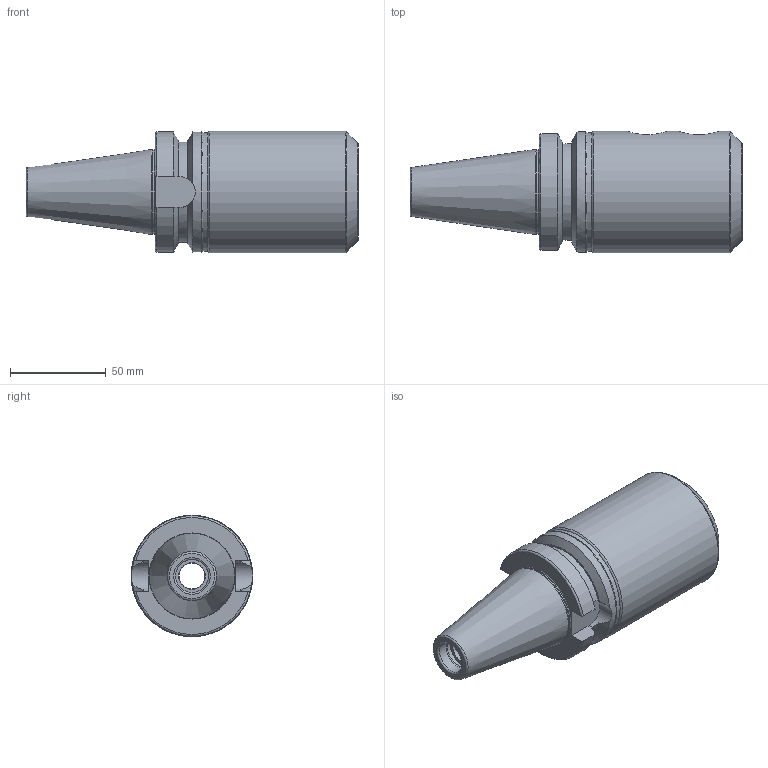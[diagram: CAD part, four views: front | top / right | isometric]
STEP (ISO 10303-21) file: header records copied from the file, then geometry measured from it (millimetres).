
FILE_DESCRIPTION(/* description */ (''),/* implementation_level */ '2;1');
FILE_NAME(/* name */ 'AH021B25.stp',/* time_stamp */ '2022-10-11T08:51:55+09:00',/* author */ ('YSH'),/* organization */ (''),/* preprocessor_version */ 'ST-DEVELOPER v18.1',/* originating_system */ 'Autodesk Inventor 2022',/* authorisation */ '');
FILE_SCHEMA (('AUTOMOTIVE_DESIGN { 1 0 10303 214 3 1 1 }'));
Length unit declared in the file: millimetre
Products named in the file (1): LO-BT40-EMH38.1-107.95
Bounding box: 173.35 x 63.5 x 63.5 mm (x, y, z)
Volume: 247509 mm3; surface area: 49681.1 mm2
Topology: 1 solids, 1 shells, 58 faces, 154 edges, 100 vertices
Faces by surface type: cylinder 18, plane 16, cone 12, torus 10, bspline 2
Full cylindrical faces by diameter (mm): 13.5 x1, 13.835 x1, 17 x1, 17.323 x2, 17.6 x1, 38.1 x1, 39.3 x1, 44 x1, 62 x1, 63 x1, 63.5 x1
Entity records: 2407 total; most frequent: CARTESIAN_POINT 930, ORIENTED_EDGE 304, DIRECTION 298, EDGE_CURVE 152, AXIS2_PLACEMENT_3D 122, VERTEX_POINT 100, EDGE_LOOP 68, CIRCLE 65
